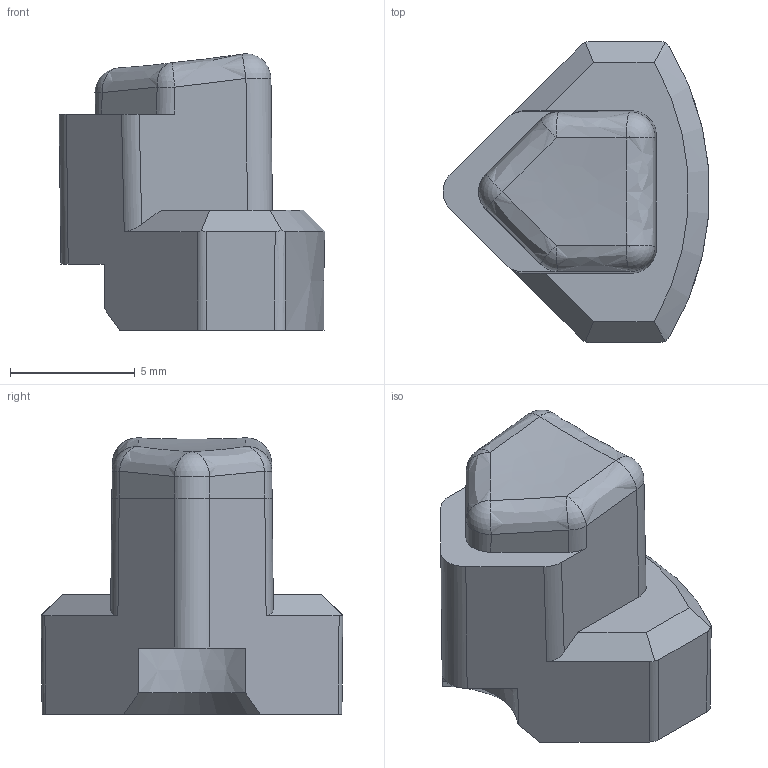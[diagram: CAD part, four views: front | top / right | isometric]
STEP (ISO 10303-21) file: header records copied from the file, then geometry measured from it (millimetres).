
FILE_DESCRIPTION(/* description */ (''),/* implementation_level */ '2;1');
FILE_NAME(/* name */ 'D-Pad Split Button.step',/* time_stamp */ '2024-03-02T13:43:30-08:00',/* author */ (''),/* organization */ (''),/* preprocessor_version */ 'ST-DEVELOPER v20',/* originating_system */ 'Autodesk Translation Framework v12.20.1.177',/* authorisation */ '');
FILE_SCHEMA (('AUTOMOTIVE_DESIGN { 1 0 10303 214 3 1 1 }'));
Length unit declared in the file: millimetre
Products named in the file (1): GC_Split_Dpad
Bounding box: 10.64 x 12.07 x 11.06 mm (x, y, z)
Volume: 643.5 mm3; surface area: 470 mm2
Topology: 1 solids, 1 shells, 46 faces, 120 edges, 75 vertices
Faces by surface type: plane 18, cylinder 10, bspline 8, cone 5, sphere 5
Entity records: 1639 total; most frequent: CARTESIAN_POINT 529, ORIENTED_EDGE 236, DIRECTION 214, EDGE_CURVE 118, AXIS2_PLACEMENT_3D 83, VERTEX_POINT 75, LINE 48, VECTOR 48
